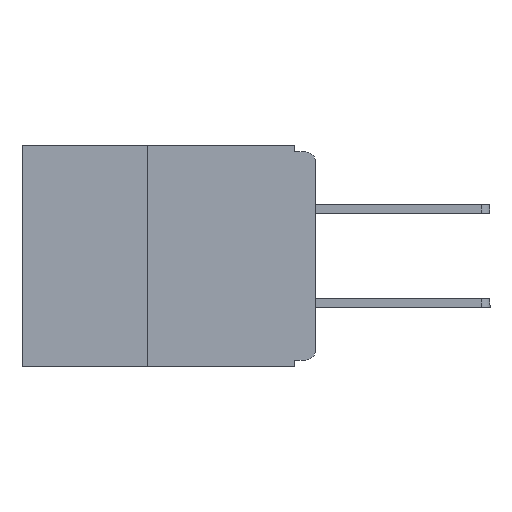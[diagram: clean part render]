
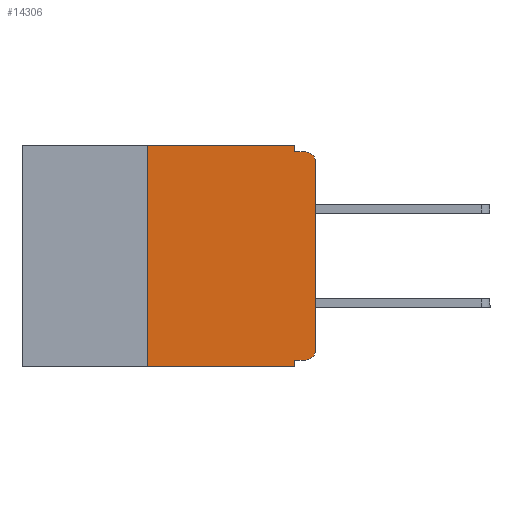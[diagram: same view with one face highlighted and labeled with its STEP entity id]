
A CAD part, left-side view. The second image highlights one B-rep face of the part: STEP entity #14306.
In plain terms, the highlighted planar face has unit normal (-1, 0, 0).
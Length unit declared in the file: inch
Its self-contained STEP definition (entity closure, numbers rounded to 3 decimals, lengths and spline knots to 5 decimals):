
#469 = CARTESIAN_POINT ( 'NONE',  ( 0., 0., -0.32 ) ) ;
#577 = CARTESIAN_POINT ( 'NONE',  ( 0., 0., -0.025 ) ) ;
#1436 = ORIENTED_EDGE ( 'NONE', *, *, #2217, .F. ) ;
#1937 = CARTESIAN_POINT ( 'NONE',  ( 0., 0.015, -0.025 ) ) ;
#2017 = VERTEX_POINT ( 'NONE', #11749 ) ;
#2128 = VERTEX_POINT ( 'NONE', #13027 ) ;
#2199 = CARTESIAN_POINT ( 'NONE',  ( 0., 0.031, -0.32 ) ) ;
#2217 = EDGE_CURVE ( 'NONE', #20639, #2017, #6119, .T. ) ;
#2362 = CARTESIAN_POINT ( 'NONE',  ( 0., 0.437, 0. ) ) ;
#2590 = DIRECTION ( 'NONE',  ( 0., 1., 0. ) ) ;
#2908 = EDGE_CURVE ( 'NONE', #23826, #2128, #5134, .T. ) ;
#3337 = DIRECTION ( 'NONE',  ( 0., 0., -1. ) ) ;
#3516 = VECTOR ( 'NONE', #16824, 39.37008 ) ;
#3721 = ORIENTED_EDGE ( 'NONE', *, *, #15068, .T. ) ;
#4062 = DIRECTION ( 'NONE',  ( 0., 0., -1. ) ) ;
#4079 = ORIENTED_EDGE ( 'NONE', *, *, #19135, .F. ) ;
#4217 = VERTEX_POINT ( 'NONE', #19059 ) ;
#4318 = EDGE_CURVE ( 'NONE', #4217, #20639, #6377, .T. ) ;
#4473 = DIRECTION ( 'NONE',  ( 0., 0., -1. ) ) ;
#4648 = CARTESIAN_POINT ( 'NONE',  ( 0., 0., 0. ) ) ;
#4685 = VECTOR ( 'NONE', #2590, 39.37008 ) ;
#5134 = LINE ( 'NONE', #19938, #15917 ) ;
#5955 = ORIENTED_EDGE ( 'NONE', *, *, #15902, .T. ) ;
#6119 = LINE ( 'NONE', #23948, #16927 ) ;
#6233 = DIRECTION ( 'NONE',  ( 0., 0., -1. ) ) ;
#6304 = VECTOR ( 'NONE', #6233, 39.37008 ) ;
#6377 = LINE ( 'NONE', #11918, #20576 ) ;
#6509 = FACE_OUTER_BOUND ( 'NONE', #24094, .T. ) ;
#6618 = LINE ( 'NONE', #469, #4685 ) ;
#6640 = CARTESIAN_POINT ( 'NONE',  ( 0., 0.437, -0.33 ) ) ;
#6684 = CARTESIAN_POINT ( 'NONE',  ( 0., 0.437, 0. ) ) ;
#6781 = DIRECTION ( 'NONE',  ( 0., -1., 0. ) ) ;
#6804 = CARTESIAN_POINT ( 'NONE',  ( 0., 0., -0.305 ) ) ;
#6955 = ORIENTED_EDGE ( 'NONE', *, *, #23623, .F. ) ;
#7576 = VERTEX_POINT ( 'NONE', #17051 ) ;
#8636 = VERTEX_POINT ( 'NONE', #577 ) ;
#9195 = ORIENTED_EDGE ( 'NONE', *, *, #2908, .F. ) ;
#9335 = AXIS2_PLACEMENT_3D ( 'NONE', #1937, #16236, #4062 ) ;
#9652 = EDGE_CURVE ( 'NONE', #14336, #17989, #18512, .T. ) ;
#9790 = ORIENTED_EDGE ( 'NONE', *, *, #4318, .F. ) ;
#9870 = ORIENTED_EDGE ( 'NONE', *, *, #9652, .T. ) ;
#10281 = CARTESIAN_POINT ( 'NONE',  ( 0., 0.031, -0.33 ) ) ;
#10890 = CARTESIAN_POINT ( 'NONE',  ( 0., 0.25, -0.33 ) ) ;
#11749 = CARTESIAN_POINT ( 'NONE',  ( 0., 0.015, -0.01 ) ) ;
#11918 = CARTESIAN_POINT ( 'NONE',  ( 0., 0.031, 0. ) ) ;
#12562 = CARTESIAN_POINT ( 'NONE',  ( 0., 0.031, -0.01 ) ) ;
#12599 = CARTESIAN_POINT ( 'NONE',  ( 0., 0.015, -0.32 ) ) ;
#12668 = ORIENTED_EDGE ( 'NONE', *, *, #14620, .F. ) ;
#13027 = CARTESIAN_POINT ( 'NONE',  ( 0., 0.25, 0. ) ) ;
#14306 = ADVANCED_FACE ( 'NONE', ( #6509 ), #14618, .F. ) ;
#14336 = VERTEX_POINT ( 'NONE', #12599 ) ;
#14402 = CIRCLE ( 'NONE', #9335, 0.015 ) ;
#14618 = PLANE ( 'NONE',  #24126 ) ;
#14620 = EDGE_CURVE ( 'NONE', #2128, #4217, #23677, .T. ) ;
#15068 = EDGE_CURVE ( 'NONE', #8636, #2017, #14402, .T. ) ;
#15185 = ORIENTED_EDGE ( 'NONE', *, *, #24908, .T. ) ;
#15757 = VECTOR ( 'NONE', #22672, 39.37008 ) ;
#15884 = DIRECTION ( 'NONE',  ( 0., 0., 1. ) ) ;
#15902 = EDGE_CURVE ( 'NONE', #17989, #8636, #19695, .T. ) ;
#15917 = VECTOR ( 'NONE', #15884, 39.37008 ) ;
#16236 = DIRECTION ( 'NONE',  ( -1., 0., 0. ) ) ;
#16643 = DIRECTION ( 'NONE',  ( 1., 0., 0. ) ) ;
#16824 = DIRECTION ( 'NONE',  ( 0., 0., 1. ) ) ;
#16927 = VECTOR ( 'NONE', #24007, 39.37008 ) ;
#17043 = LINE ( 'NONE', #6640, #15757 ) ;
#17051 = CARTESIAN_POINT ( 'NONE',  ( 0., 0.031, -0.33 ) ) ;
#17989 = VERTEX_POINT ( 'NONE', #6804 ) ;
#18127 = AXIS2_PLACEMENT_3D ( 'NONE', #22724, #22698, #22667 ) ;
#18512 = CIRCLE ( 'NONE', #18127, 0.015 ) ;
#18552 = VECTOR ( 'NONE', #6781, 39.37008 ) ;
#19059 = CARTESIAN_POINT ( 'NONE',  ( 0., 0.031, 0. ) ) ;
#19135 = EDGE_CURVE ( 'NONE', #14336, #22988, #6618, .T. ) ;
#19695 = LINE ( 'NONE', #4648, #3516 ) ;
#19938 = CARTESIAN_POINT ( 'NONE',  ( 0., 0.25, -0.33 ) ) ;
#20576 = VECTOR ( 'NONE', #3337, 39.37008 ) ;
#20639 = VERTEX_POINT ( 'NONE', #12562 ) ;
#22667 = DIRECTION ( 'NONE',  ( 0., 0., -1. ) ) ;
#22672 = DIRECTION ( 'NONE',  ( 0., -1., 0. ) ) ;
#22698 = DIRECTION ( 'NONE',  ( -1., 0., 0. ) ) ;
#22724 = CARTESIAN_POINT ( 'NONE',  ( 0., 0.015, -0.305 ) ) ;
#22941 = LINE ( 'NONE', #10281, #6304 ) ;
#22988 = VERTEX_POINT ( 'NONE', #2199 ) ;
#23623 = EDGE_CURVE ( 'NONE', #22988, #7576, #22941, .T. ) ;
#23677 = LINE ( 'NONE', #6684, #18552 ) ;
#23826 = VERTEX_POINT ( 'NONE', #10890 ) ;
#23948 = CARTESIAN_POINT ( 'NONE',  ( 0., 0., -0.01 ) ) ;
#24007 = DIRECTION ( 'NONE',  ( 0., -1., 0. ) ) ;
#24094 = EDGE_LOOP ( 'NONE', ( #5955, #3721, #1436, #9790, #12668, #9195, #15185, #6955, #4079, #9870 ) ) ;
#24126 = AXIS2_PLACEMENT_3D ( 'NONE', #2362, #16643, #4473 ) ;
#24908 = EDGE_CURVE ( 'NONE', #23826, #7576, #17043, .T. ) ;
